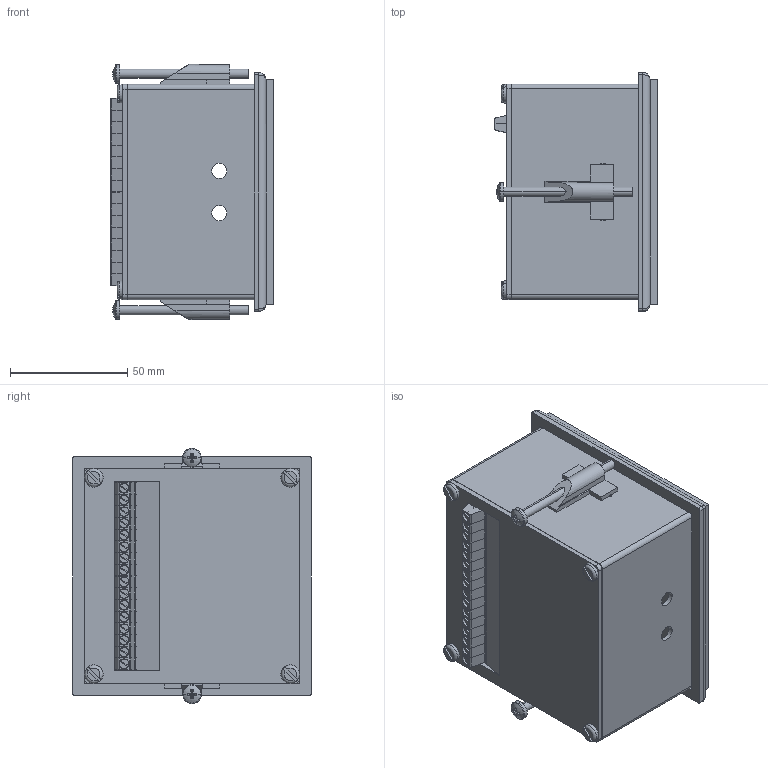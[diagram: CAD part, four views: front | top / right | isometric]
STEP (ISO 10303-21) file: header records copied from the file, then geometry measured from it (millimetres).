
FILE_DESCRIPTION (( 'STEP AP214' ), '1' );
FILE_NAME ('3D ìîäåëü ÒÐÌ200-Ù1.STEP', '2015-08-13T13:53:51', ( 'adm' ), ( 'owen' ), 'SwSTEP 2.0', 'SolidWorks 2013', '' );
FILE_SCHEMA (( 'AUTOMOTIVE_DESIGN' ));
Length unit declared in the file: millimetre
Products named in the file (10): Pan Cross Head_AM4_55_B18.6.7M - M4 x 0.7 x 40 Type I Cross Recessed PHMS --40N; 抔樦憵; ﾇ琥韲; Êîðïóñ ÒÐÌ200-Ù1 ïåðåä; Êîðïóñ ÒÐÌ200-Ù1 çàä; 3D ìîäåëü ÒÐÌ200-Ù1; TRM200_002F03M; Óïëîòíèòåëü; slotted pan head screw_iso_ISO 1580 - M4 x 20 --- 20N; 鏢鵿櫡 膹樦擨鴀鍒
Assembly tree (29 placements, depth 3):
  3D ìîäåëü ÒÐÌ200-Ù1
    Pan Cross Head_AM4_55_B18.6.7M - M4 x 0.7 x 40 Type I Cross Recessed PHMS --40N  x2
    鏢鵿櫡 膹樦擨鴀鍒
      抔樦憵  x16
    ﾇ琥韲  x2
    Óïëîòíèòåëü
    slotted pan head screw_iso_ISO 1580 - M4 x 20 --- 20N  x4
    TRM200_002F03M
    Êîðïóñ ÒÐÌ200-Ù1 ïåðåä
    Êîðïóñ ÒÐÌ200-Ù1 çàä
Bounding box: 69.25 x 102 x 109 mm (x, y, z)
Volume: 132349.5 mm3; surface area: 123277.4 mm2
Topology: 28 solids, 28 shells, 1686 faces, 4156 edges, 2732 vertices
Faces by surface type: plane 1187, cylinder 292, bspline 183, torus 12, cone 8, sphere 4
Entity records: 37180 total; most frequent: CARTESIAN_POINT 7480, ORIENTED_EDGE 4778, DIRECTION 3767, EDGE_CURVE 2389, LINE 1809, VECTOR 1809, VERTEX_POINT 1582, EDGE_LOOP 1051
